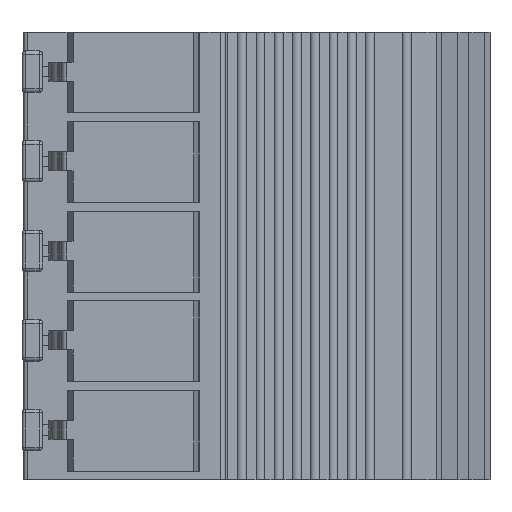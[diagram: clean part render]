
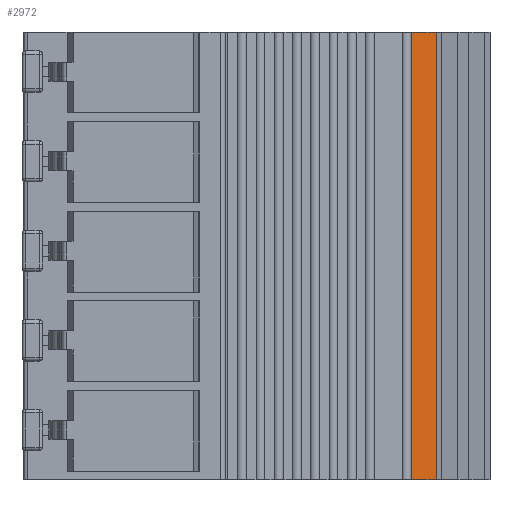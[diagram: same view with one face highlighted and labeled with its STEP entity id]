
A CAD part, front view. The second image highlights one B-rep face of the part: STEP entity #2972.
In plain terms, the highlighted planar face has unit normal (0.707, -0.707, 0).
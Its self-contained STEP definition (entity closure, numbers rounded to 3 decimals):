
#599 = AXIS2_PLACEMENT_3D ( 'NONE', #20320, #9019, #7322 ) ;
#1260 = VERTEX_POINT ( 'NONE', #4552 ) ;
#1819 = LINE ( 'NONE', #5852, #18001 ) ;
#2407 = ORIENTED_EDGE ( 'NONE', *, *, #2995, .T. ) ;
#2972 = ADVANCED_FACE ( 'NONE', ( #20031 ), #5923, .T. ) ;
#2995 = EDGE_CURVE ( 'NONE', #14591, #1260, #1819, .T. ) ;
#3666 = CARTESIAN_POINT ( 'NONE',  ( 16.034, 28.017, 5.2 ) ) ;
#3787 = EDGE_CURVE ( 'NONE', #11970, #17015, #20732, .T. ) ;
#4552 = CARTESIAN_POINT ( 'NONE',  ( 16.034, 28.017, -20.8 ) ) ;
#5852 = CARTESIAN_POINT ( 'NONE',  ( 16.034, 28.017, 0. ) ) ;
#5923 = PLANE ( 'NONE',  #599 ) ;
#6177 = DIRECTION ( 'NONE',  ( 0., 0., 1. ) ) ;
#7322 = DIRECTION ( 'NONE',  ( 0.707, 0.707, 0. ) ) ;
#7989 = VECTOR ( 'NONE', #13521, 1000. ) ;
#9019 = DIRECTION ( 'NONE',  ( 0.707, -0.707, 0. ) ) ;
#9346 = ORIENTED_EDGE ( 'NONE', *, *, #3787, .T. ) ;
#9390 = CARTESIAN_POINT ( 'NONE',  ( 17.582, 29.565, -20.8 ) ) ;
#11970 = VERTEX_POINT ( 'NONE', #9390 ) ;
#12302 = ORIENTED_EDGE ( 'NONE', *, *, #13517, .T. ) ;
#13201 = DIRECTION ( 'NONE',  ( 0.707, 0.707, 0. ) ) ;
#13517 = EDGE_CURVE ( 'NONE', #1260, #11970, #16748, .T. ) ;
#13521 = DIRECTION ( 'NONE',  ( 0.707, 0.707, 0. ) ) ;
#14053 = DIRECTION ( 'NONE',  ( 0., 0., -1. ) ) ;
#14374 = CARTESIAN_POINT ( 'NONE',  ( 17.582, 29.565, 0. ) ) ;
#14591 = VERTEX_POINT ( 'NONE', #3666 ) ;
#14970 = EDGE_CURVE ( 'NONE', #14591, #17015, #18348, .T. ) ;
#16483 = CARTESIAN_POINT ( 'NONE',  ( 17.582, 29.565, 5.2 ) ) ;
#16490 = CARTESIAN_POINT ( 'NONE',  ( 5.441, 17.424, -20.8 ) ) ;
#16748 = LINE ( 'NONE', #16490, #18783 ) ;
#17015 = VERTEX_POINT ( 'NONE', #16483 ) ;
#17558 = ORIENTED_EDGE ( 'NONE', *, *, #14970, .F. ) ;
#18001 = VECTOR ( 'NONE', #14053, 1000. ) ;
#18301 = CARTESIAN_POINT ( 'NONE',  ( 16.034, 28.017, 5.2 ) ) ;
#18348 = LINE ( 'NONE', #18301, #7989 ) ;
#18783 = VECTOR ( 'NONE', #13201, 1000. ) ;
#20031 = FACE_OUTER_BOUND ( 'NONE', #20541, .T. ) ;
#20320 = CARTESIAN_POINT ( 'NONE',  ( 5.441, 17.424, 0. ) ) ;
#20487 = VECTOR ( 'NONE', #6177, 1000. ) ;
#20541 = EDGE_LOOP ( 'NONE', ( #9346, #17558, #2407, #12302 ) ) ;
#20732 = LINE ( 'NONE', #14374, #20487 ) ;
